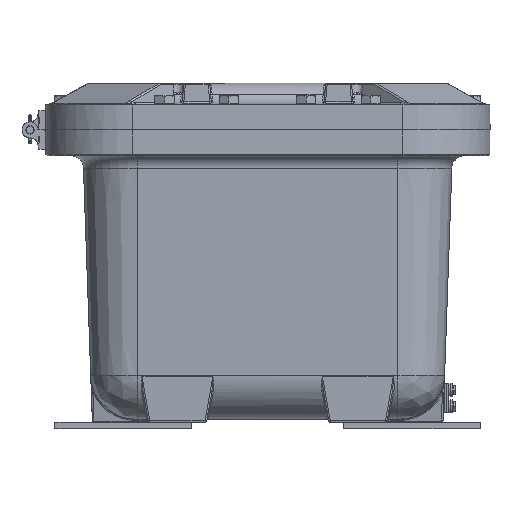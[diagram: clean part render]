
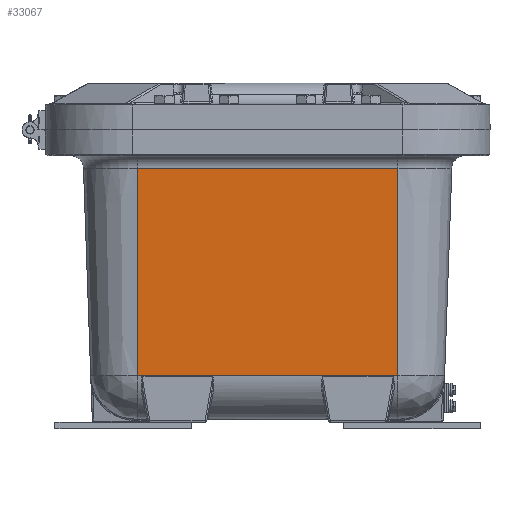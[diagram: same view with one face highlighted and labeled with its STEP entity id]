
A CAD part, front view. The second image highlights one B-rep face of the part: STEP entity #33067.
In plain terms, the highlighted planar face has unit normal (0, -0.999, -0.035).
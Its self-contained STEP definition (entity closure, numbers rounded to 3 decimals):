
#3205=LINE('',#53566,#5665);
#3299=LINE('',#55279,#5759);
#3308=LINE('',#55349,#5768);
#3309=LINE('',#55351,#5769);
#5665=VECTOR('',#40038,0.394);
#5759=VECTOR('',#40546,0.394);
#5768=VECTOR('',#40599,0.394);
#5769=VECTOR('',#40602,0.394);
#7529=PLANE('',#35722);
#9805=FACE_OUTER_BOUND('',#12060,.T.);
#12060=EDGE_LOOP('',(#26309,#26310,#26311,#26312));
#15697=VERTEX_POINT('',#53563);
#15698=VERTEX_POINT('',#53565);
#15839=VERTEX_POINT('',#55269);
#15841=VERTEX_POINT('',#55275);
#19379=EDGE_CURVE('',#15697,#15698,#3205,.T.);
#19623=EDGE_CURVE('',#15839,#15841,#3299,.T.);
#19643=EDGE_CURVE('',#15839,#15698,#3308,.T.);
#19644=EDGE_CURVE('',#15841,#15697,#3309,.T.);
#26309=ORIENTED_EDGE('',*,*,#19623,.F.);
#26310=ORIENTED_EDGE('',*,*,#19643,.T.);
#26311=ORIENTED_EDGE('',*,*,#19379,.F.);
#26312=ORIENTED_EDGE('',*,*,#19644,.F.);
#33067=ADVANCED_FACE('',(#9805),#7529,.T.);
#35722=AXIS2_PLACEMENT_3D('',#55350,#40600,#40601);
#40038=DIRECTION('',(-1.,0.,0.));
#40546=DIRECTION('',(1.,0.,0.));
#40599=DIRECTION('',(0.,0.035,-0.999));
#40600=DIRECTION('center_axis',(0.,-0.999,-0.035));
#40601=DIRECTION('ref_axis',(0.,0.035,-0.999));
#40602=DIRECTION('',(0.,0.035,-0.999));
#53563=CARTESIAN_POINT('',(5.055,-18.881,-9.53));
#53565=CARTESIAN_POINT('',(-5.055,-18.881,-9.53));
#53566=CARTESIAN_POINT('',(-2.528,-18.881,-9.53));
#55269=CARTESIAN_POINT('',(-5.055,-19.162,-1.483));
#55275=CARTESIAN_POINT('',(5.055,-19.162,-1.483));
#55279=CARTESIAN_POINT('',(-2.528,-19.162,-1.483));
#55349=CARTESIAN_POINT('',(-5.055,-19.179,-1.006));
#55350=CARTESIAN_POINT('Origin',(-5.055,-19.179,-1.006));
#55351=CARTESIAN_POINT('',(5.055,-19.179,-1.006));
